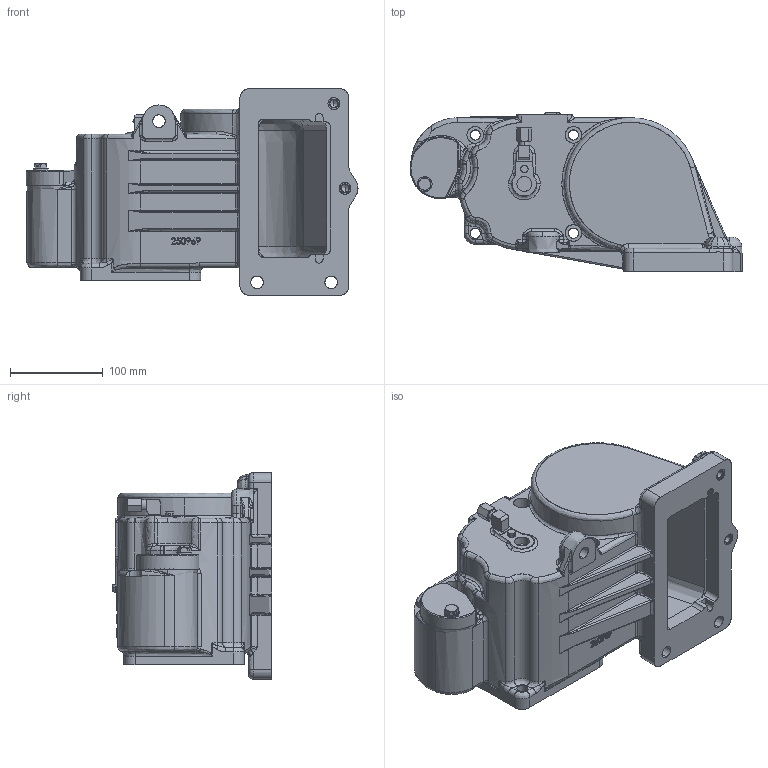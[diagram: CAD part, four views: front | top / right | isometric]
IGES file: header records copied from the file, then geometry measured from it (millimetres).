
Start section: SolidWorks IGES file using analytic representation for surfaces
Global section: file name: GV80_250725.IGS; native system: SolidWorks 2010; preprocessor: SolidWorks 2010; author: larsenr; date: 141124.124719; units: millimetre
Bounding box: 358.5 x 172 x 223 mm (x, y, z)
Surface area: 571611.9 mm2 (no closed solid volume)
Topology: 0 solids, 0 shells, 2055 faces, 27509 edges, 27380 vertices
Faces by surface type: bspline 1310, revolution 745
